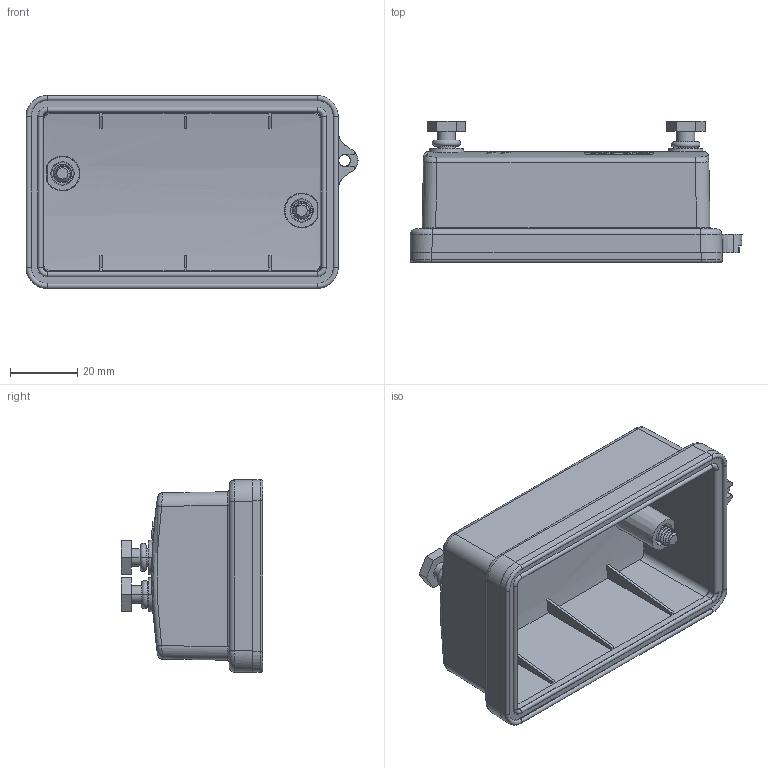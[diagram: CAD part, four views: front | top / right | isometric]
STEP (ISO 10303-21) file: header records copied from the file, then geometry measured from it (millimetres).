
FILE_DESCRIPTION((''),'2;1');
FILE_NAME('3D_1110060208001_HC6B_SW0001','2023-12-12T',('yp.zhu'),(''),'PRO/ENGINEER BY PARAMETRIC TECHNOLOGY CORPORATION, 2012480','PRO/ENGINEER BY PARAMETRIC TECHNOLOGY CORPORATION, 2012480','');
FILE_SCHEMA(('CONFIG_CONTROL_DESIGN'));
Length unit declared in the file: inch
Products named in the file (1): 3D_1110060208001_HC6B_SW0001
Bounding box: 98.51 x 41.94 x 57.24 mm (x, y, z)
Volume: 29872.3 mm3; surface area: 30684.9 mm2
Topology: 3 solids, 3 shells, 331 faces, 910 edges, 605 vertices
Faces by surface type: plane 153, cylinder 105, cone 35, torus 26, bspline 12
Entity records: 16327 total; most frequent: CARTESIAN_POINT 8185, ORIENTED_EDGE 1820, DIRECTION 1509, EDGE_CURVE 910, VERTEX_POINT 605, AXIS2_PLACEMENT_3D 549, VECTOR 411, LINE 411
